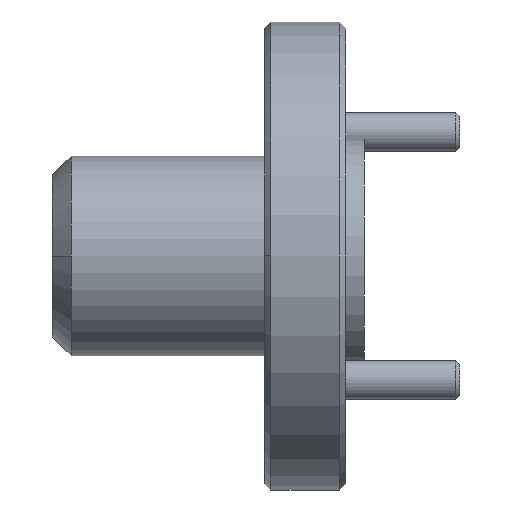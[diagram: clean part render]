
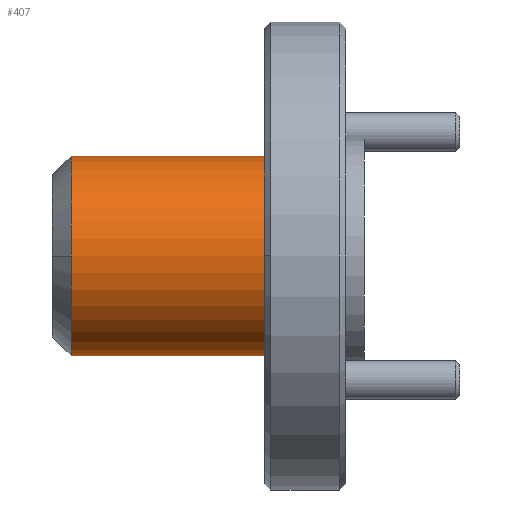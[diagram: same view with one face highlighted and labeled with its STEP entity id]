
A CAD part, front view. The second image highlights one B-rep face of the part: STEP entity #407.
In plain terms, the highlighted cylindrical face has radius 4.064 mm (diameter 8.128 mm), a partial arc.
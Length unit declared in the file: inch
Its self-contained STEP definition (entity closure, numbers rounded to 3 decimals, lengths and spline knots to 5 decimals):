
#10 = AXIS2_PLACEMENT_3D ( 'NONE', #1854, #597, #1402 ) ;
#31 = DIRECTION ( 'NONE',  ( 1., 0., 0. ) ) ;
#47 = ORIENTED_EDGE ( 'NONE', *, *, #2013, .F. ) ;
#170 = CARTESIAN_POINT ( 'NONE',  ( -0.03506, 0.2305, 0.49451 ) ) ;
#238 = VERTEX_POINT ( 'NONE', #170 ) ;
#304 = EDGE_CURVE ( 'NONE', #496, #1506, #1038, .T. ) ;
#368 = DIRECTION ( 'NONE',  ( 1., 0., 0. ) ) ;
#373 = CARTESIAN_POINT ( 'NONE',  ( -0.03506, 0.3905, 0.65451 ) ) ;
#407 = ADVANCED_FACE ( 'NONE', ( #987 ), #1139, .T. ) ;
#475 = DIRECTION ( 'NONE',  ( 0., 0., -1. ) ) ;
#477 = CARTESIAN_POINT ( 'NONE',  ( 0.43494, 0.3905, 0.33451 ) ) ;
#496 = VERTEX_POINT ( 'NONE', #1820 ) ;
#568 = ORIENTED_EDGE ( 'NONE', *, *, #304, .T. ) ;
#597 = DIRECTION ( 'NONE',  ( 1., 0., 0. ) ) ;
#686 = CARTESIAN_POINT ( 'NONE',  ( 0.27494, 0.3905, 0.65451 ) ) ;
#842 = CARTESIAN_POINT ( 'NONE',  ( 0.27494, 0.3905, 0.49451 ) ) ;
#846 = DIRECTION ( 'NONE',  ( 1., 0., 0. ) ) ;
#876 = CARTESIAN_POINT ( 'NONE',  ( -0.03506, 0.3905, 0.49451 ) ) ;
#975 = ORIENTED_EDGE ( 'NONE', *, *, #1554, .T. ) ;
#987 = FACE_OUTER_BOUND ( 'NONE', #1508, .T. ) ;
#989 = DIRECTION ( 'NONE',  ( 1., 0., 0. ) ) ;
#1009 = CARTESIAN_POINT ( 'NONE',  ( 0.27494, 0.3905, 0.33451 ) ) ;
#1025 = ORIENTED_EDGE ( 'NONE', *, *, #1469, .F. ) ;
#1026 = AXIS2_PLACEMENT_3D ( 'NONE', #1771, #2088, #475 ) ;
#1038 = LINE ( 'NONE', #477, #1885 ) ;
#1139 = CYLINDRICAL_SURFACE ( 'NONE', #1026, 0.16 ) ;
#1150 = CIRCLE ( 'NONE', #10, 0.16 ) ;
#1254 = ORIENTED_EDGE ( 'NONE', *, *, #1696, .T. ) ;
#1276 = VECTOR ( 'NONE', #846, 39.37008 ) ;
#1396 = AXIS2_PLACEMENT_3D ( 'NONE', #842, #31, #1790 ) ;
#1402 = DIRECTION ( 'NONE',  ( 0., 0., -1. ) ) ;
#1469 = EDGE_CURVE ( 'NONE', #2037, #2054, #1635, .T. ) ;
#1475 = CIRCLE ( 'NONE', #1396, 0.16 ) ;
#1483 = AXIS2_PLACEMENT_3D ( 'NONE', #876, #368, #1976 ) ;
#1506 = VERTEX_POINT ( 'NONE', #1009 ) ;
#1508 = EDGE_LOOP ( 'NONE', ( #1025, #975, #1254, #568, #47 ) ) ;
#1552 = CIRCLE ( 'NONE', #1483, 0.16 ) ;
#1554 = EDGE_CURVE ( 'NONE', #2037, #238, #1552, .T. ) ;
#1635 = LINE ( 'NONE', #1785, #1276 ) ;
#1696 = EDGE_CURVE ( 'NONE', #238, #496, #1150, .T. ) ;
#1771 = CARTESIAN_POINT ( 'NONE',  ( 0.43494, 0.3905, 0.49451 ) ) ;
#1785 = CARTESIAN_POINT ( 'NONE',  ( 0.43494, 0.3905, 0.65451 ) ) ;
#1790 = DIRECTION ( 'NONE',  ( 0., 0., -1. ) ) ;
#1820 = CARTESIAN_POINT ( 'NONE',  ( -0.03506, 0.3905, 0.33451 ) ) ;
#1854 = CARTESIAN_POINT ( 'NONE',  ( -0.03506, 0.3905, 0.49451 ) ) ;
#1885 = VECTOR ( 'NONE', #989, 39.37008 ) ;
#1976 = DIRECTION ( 'NONE',  ( 0., 0., -1. ) ) ;
#2013 = EDGE_CURVE ( 'NONE', #2054, #1506, #1475, .T. ) ;
#2037 = VERTEX_POINT ( 'NONE', #373 ) ;
#2054 = VERTEX_POINT ( 'NONE', #686 ) ;
#2088 = DIRECTION ( 'NONE',  ( 1., 0., 0. ) ) ;
